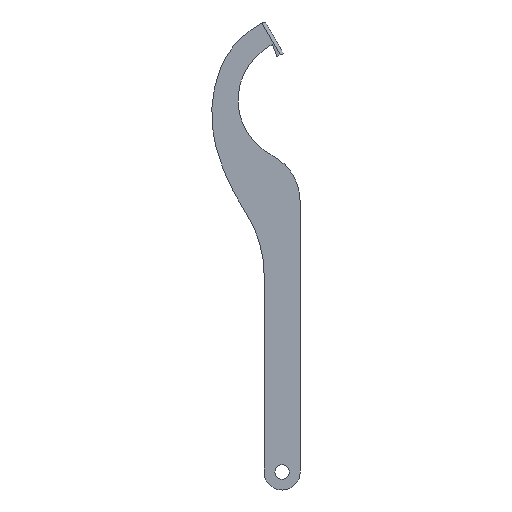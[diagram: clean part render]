
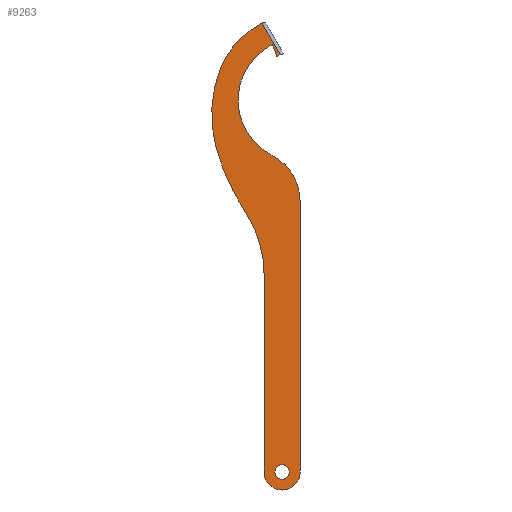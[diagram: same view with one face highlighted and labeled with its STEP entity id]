
A CAD part, left-side view. The second image highlights one B-rep face of the part: STEP entity #9263.
In plain terms, the highlighted planar face has unit normal (-1, 0, 0).
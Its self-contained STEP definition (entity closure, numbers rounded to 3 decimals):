
#880 = EDGE_CURVE ( 'NONE', #10183, #2971, #14573, .T. ) ;
#1060 = VECTOR ( 'NONE', #6374, 1000. ) ;
#1151 = LINE ( 'NONE', #13489, #10388 ) ;
#1161 = ORIENTED_EDGE ( 'NONE', *, *, #880, .F. ) ;
#1263 = VERTEX_POINT ( 'NONE', #12472 ) ;
#1374 = VECTOR ( 'NONE', #10568, 1000. ) ;
#1469 = CIRCLE ( 'NONE', #10356, 0.349 ) ;
#1534 = CIRCLE ( 'NONE', #5441, 30. ) ;
#1583 = DIRECTION ( 'NONE',  ( 0., 0.5, 0.866 ) ) ;
#1711 = ORIENTED_EDGE ( 'NONE', *, *, #9094, .F. ) ;
#1868 = ORIENTED_EDGE ( 'NONE', *, *, #9948, .F. ) ;
#2309 = CARTESIAN_POINT ( 'NONE',  ( 0., 26.228, -27.064 ) ) ;
#2537 = DIRECTION ( 'NONE',  ( 1., 0., 0. ) ) ;
#2636 = DIRECTION ( 'NONE',  ( 0., 0., -1. ) ) ;
#2679 = DIRECTION ( 'NONE',  ( -1., 0., 0. ) ) ;
#2704 = VERTEX_POINT ( 'NONE', #3440 ) ;
#2906 = VERTEX_POINT ( 'NONE', #11580 ) ;
#2971 = VERTEX_POINT ( 'NONE', #4841 ) ;
#3096 = CARTESIAN_POINT ( 'NONE',  ( 0., -6.643, -19.507 ) ) ;
#3164 = DIRECTION ( 'NONE',  ( 0., 0., -1. ) ) ;
#3205 = VERTEX_POINT ( 'NONE', #2309 ) ;
#3222 = EDGE_LOOP ( 'NONE', ( #11023, #4747 ) ) ;
#3296 = EDGE_CURVE ( 'NONE', #14323, #5315, #1469, .T. ) ;
#3440 = CARTESIAN_POINT ( 'NONE',  ( 0., -20.31, -104.357 ) ) ;
#3564 = CIRCLE ( 'NONE', #12545, 73. ) ;
#3703 = CARTESIAN_POINT ( 'NONE',  ( 0., 0.69, -147.357 ) ) ;
#3848 = ORIENTED_EDGE ( 'NONE', *, *, #11349, .F. ) ;
#3875 = AXIS2_PLACEMENT_3D ( 'NONE', #9319, #10492, #10441 ) ;
#3897 = DIRECTION ( 'NONE',  ( 0., 0., -1. ) ) ;
#3941 = ORIENTED_EDGE ( 'NONE', *, *, #11912, .F. ) ;
#3948 = CARTESIAN_POINT ( 'NONE',  ( 0., -9.81, -258.157 ) ) ;
#4594 = AXIS2_PLACEMENT_3D ( 'NONE', #8830, #9943, #3164 ) ;
#4659 = EDGE_CURVE ( 'NONE', #1263, #10183, #5727, .T. ) ;
#4747 = ORIENTED_EDGE ( 'NONE', *, *, #14211, .T. ) ;
#4836 = EDGE_LOOP ( 'NONE', ( #6014, #6455, #3848, #1711, #1161, #9848, #10953, #1868, #10109, #8007, #3941, #12242, #11833 ) ) ;
#4841 = CARTESIAN_POINT ( 'NONE',  ( 0., 28.674, -73.095 ) ) ;
#4909 = CARTESIAN_POINT ( 'NONE',  ( 0., -41.717, -53.754 ) ) ;
#5019 = AXIS2_PLACEMENT_3D ( 'NONE', #13178, #6421, #14332 ) ;
#5121 = CIRCLE ( 'NONE', #14605, 4.2 ) ;
#5162 = VECTOR ( 'NONE', #1583, 1000. ) ;
#5187 = CARTESIAN_POINT ( 'NONE',  ( 0., -7.098, -19.7 ) ) ;
#5273 = VERTEX_POINT ( 'NONE', #13683 ) ;
#5304 = PLANE ( 'NONE',  #5019 ) ;
#5315 = VERTEX_POINT ( 'NONE', #6915 ) ;
#5365 = DIRECTION ( 'NONE',  ( 1., 0., 0. ) ) ;
#5441 = AXIS2_PLACEMENT_3D ( 'NONE', #12243, #5365, #12104 ) ;
#5486 = DIRECTION ( 'NONE',  ( 1., 0., 0. ) ) ;
#5727 = CIRCLE ( 'NONE', #10167, 66.5 ) ;
#5734 = EDGE_CURVE ( 'NONE', #5315, #12967, #14198, .T. ) ;
#5973 = DIRECTION ( 'NONE',  ( 0., 0., -1. ) ) ;
#6014 = ORIENTED_EDGE ( 'NONE', *, *, #8712, .F. ) ;
#6054 = CIRCLE ( 'NONE', #3875, 10.5 ) ;
#6062 = CARTESIAN_POINT ( 'NONE',  ( 0., -41.033, -75.072 ) ) ;
#6166 = CARTESIAN_POINT ( 'NONE',  ( 0., -9.81, -262.357 ) ) ;
#6374 = DIRECTION ( 'NONE',  ( 0., 0.375, 0.927 ) ) ;
#6421 = DIRECTION ( 'NONE',  ( 1., 0., 0. ) ) ;
#6455 = ORIENTED_EDGE ( 'NONE', *, *, #7394, .T. ) ;
#6591 = LINE ( 'NONE', #9268, #13120 ) ;
#6640 = DIRECTION ( 'NONE',  ( 0., 0., -1. ) ) ;
#6915 = CARTESIAN_POINT ( 'NONE',  ( 0., -6.643, -19.507 ) ) ;
#6952 = VERTEX_POINT ( 'NONE', #11247 ) ;
#7283 = AXIS2_PLACEMENT_3D ( 'NONE', #7834, #5486, #10096 ) ;
#7394 = EDGE_CURVE ( 'NONE', #9661, #6952, #8355, .T. ) ;
#7422 = CIRCLE ( 'NONE', #7283, 4.2 ) ;
#7455 = VERTEX_POINT ( 'NONE', #12960 ) ;
#7777 = AXIS2_PLACEMENT_3D ( 'NONE', #8406, #2679, #5973 ) ;
#7800 = FACE_OUTER_BOUND ( 'NONE', #4836, .T. ) ;
#7834 = CARTESIAN_POINT ( 'NONE',  ( 0., -9.81, -262.357 ) ) ;
#7993 = FACE_BOUND ( 'NONE', #3222, .T. ) ;
#8007 = ORIENTED_EDGE ( 'NONE', *, *, #13941, .F. ) ;
#8201 = CARTESIAN_POINT ( 'NONE',  ( 0., -6.967, -19.376 ) ) ;
#8286 = DIRECTION ( 'NONE',  ( 0., 0.927, -0.375 ) ) ;
#8355 = LINE ( 'NONE', #6062, #5162 ) ;
#8401 = CARTESIAN_POINT ( 'NONE',  ( 0., -20.31, -45.345 ) ) ;
#8406 = CARTESIAN_POINT ( 'NONE',  ( 0., -20.31, -45.345 ) ) ;
#8651 = DIRECTION ( 'NONE',  ( 0., 0., -1. ) ) ;
#8712 = EDGE_CURVE ( 'NONE', #9661, #14323, #6591, .T. ) ;
#8740 = DIRECTION ( 'NONE',  ( 1., 0., 0. ) ) ;
#8830 = CARTESIAN_POINT ( 'NONE',  ( 0., -99.573, -37.857 ) ) ;
#9034 = CIRCLE ( 'NONE', #12569, 50. ) ;
#9094 = EDGE_CURVE ( 'NONE', #2971, #3205, #3564, .T. ) ;
#9263 = ADVANCED_FACE ( 'NONE', ( #7800, #7993 ), #5304, .F. ) ;
#9268 = CARTESIAN_POINT ( 'NONE',  ( 0., -10.192, -18.449 ) ) ;
#9319 = CARTESIAN_POINT ( 'NONE',  ( 0., -9.81, -262.357 ) ) ;
#9661 = VERTEX_POINT ( 'NONE', #11086 ) ;
#9848 = ORIENTED_EDGE ( 'NONE', *, *, #4659, .F. ) ;
#9943 = DIRECTION ( 'NONE',  ( 1., 0., 0. ) ) ;
#9948 = EDGE_CURVE ( 'NONE', #13189, #2906, #6054, .T. ) ;
#10096 = DIRECTION ( 'NONE',  ( 0., 0., -1. ) ) ;
#10109 = ORIENTED_EDGE ( 'NONE', *, *, #14496, .F. ) ;
#10167 = AXIS2_PLACEMENT_3D ( 'NONE', #12880, #10706, #2636 ) ;
#10183 = VERTEX_POINT ( 'NONE', #13285 ) ;
#10356 = AXIS2_PLACEMENT_3D ( 'NONE', #8201, #14186, #14143 ) ;
#10388 = VECTOR ( 'NONE', #6640, 1000. ) ;
#10419 = CIRCLE ( 'NONE', #7777, 36.2 ) ;
#10441 = DIRECTION ( 'NONE',  ( 0., 0., -1. ) ) ;
#10492 = DIRECTION ( 'NONE',  ( 1., 0., 0. ) ) ;
#10568 = DIRECTION ( 'NONE',  ( 0., 0., 1. ) ) ;
#10700 = DIRECTION ( 'NONE',  ( 1., 0., 0. ) ) ;
#10706 = DIRECTION ( 'NONE',  ( -1., 0., 0. ) ) ;
#10953 = ORIENTED_EDGE ( 'NONE', *, *, #12302, .F. ) ;
#11023 = ORIENTED_EDGE ( 'NONE', *, *, #11073, .T. ) ;
#11073 = EDGE_CURVE ( 'NONE', #12128, #7455, #7422, .T. ) ;
#11086 = CARTESIAN_POINT ( 'NONE',  ( 0., -8.692, -19.055 ) ) ;
#11247 = CARTESIAN_POINT ( 'NONE',  ( 0., 1.972, -0.584 ) ) ;
#11349 = EDGE_CURVE ( 'NONE', #3205, #6952, #9034, .T. ) ;
#11580 = CARTESIAN_POINT ( 'NONE',  ( 0., 0.69, -262.357 ) ) ;
#11698 = DIRECTION ( 'NONE',  ( 0., 0., -1. ) ) ;
#11833 = ORIENTED_EDGE ( 'NONE', *, *, #3296, .F. ) ;
#11912 = EDGE_CURVE ( 'NONE', #12967, #5273, #10419, .T. ) ;
#12104 = DIRECTION ( 'NONE',  ( 0., 0., -1. ) ) ;
#12128 = VERTEX_POINT ( 'NONE', #3948 ) ;
#12169 = LINE ( 'NONE', #3703, #1374 ) ;
#12242 = ORIENTED_EDGE ( 'NONE', *, *, #5734, .F. ) ;
#12243 = CARTESIAN_POINT ( 'NONE',  ( 0., 9.69, -104.357 ) ) ;
#12278 = CARTESIAN_POINT ( 'NONE',  ( 0., -20.31, -262.357 ) ) ;
#12302 = EDGE_CURVE ( 'NONE', #2906, #1263, #12169, .T. ) ;
#12472 = CARTESIAN_POINT ( 'NONE',  ( 0., 0.69, -147.357 ) ) ;
#12545 = AXIS2_PLACEMENT_3D ( 'NONE', #4909, #2537, #11698 ) ;
#12569 = AXIS2_PLACEMENT_3D ( 'NONE', #8401, #8740, #8651 ) ;
#12880 = CARTESIAN_POINT ( 'NONE',  ( 0., 67.19, -147.357 ) ) ;
#12960 = CARTESIAN_POINT ( 'NONE',  ( 0., -9.81, -266.557 ) ) ;
#12967 = VERTEX_POINT ( 'NONE', #13537 ) ;
#13120 = VECTOR ( 'NONE', #8286, 1000. ) ;
#13178 = CARTESIAN_POINT ( 'NONE',  ( 0., 9.69, -104.357 ) ) ;
#13189 = VERTEX_POINT ( 'NONE', #12278 ) ;
#13285 = CARTESIAN_POINT ( 'NONE',  ( 0., 11.602, -110.857 ) ) ;
#13489 = CARTESIAN_POINT ( 'NONE',  ( 0., -20.31, -104.357 ) ) ;
#13537 = CARTESIAN_POINT ( 'NONE',  ( 0., -4.021, -13.016 ) ) ;
#13683 = CARTESIAN_POINT ( 'NONE',  ( 0., -3.905, -77.614 ) ) ;
#13941 = EDGE_CURVE ( 'NONE', #5273, #2704, #1534, .T. ) ;
#14143 = DIRECTION ( 'NONE',  ( 0., 0., -1. ) ) ;
#14186 = DIRECTION ( 'NONE',  ( 1., 0., 0. ) ) ;
#14198 = LINE ( 'NONE', #3096, #1060 ) ;
#14211 = EDGE_CURVE ( 'NONE', #7455, #12128, #5121, .T. ) ;
#14323 = VERTEX_POINT ( 'NONE', #5187 ) ;
#14332 = DIRECTION ( 'NONE',  ( 0., 0., -1. ) ) ;
#14496 = EDGE_CURVE ( 'NONE', #2704, #13189, #1151, .T. ) ;
#14573 = CIRCLE ( 'NONE', #4594, 133. ) ;
#14605 = AXIS2_PLACEMENT_3D ( 'NONE', #6166, #10700, #3897 ) ;
